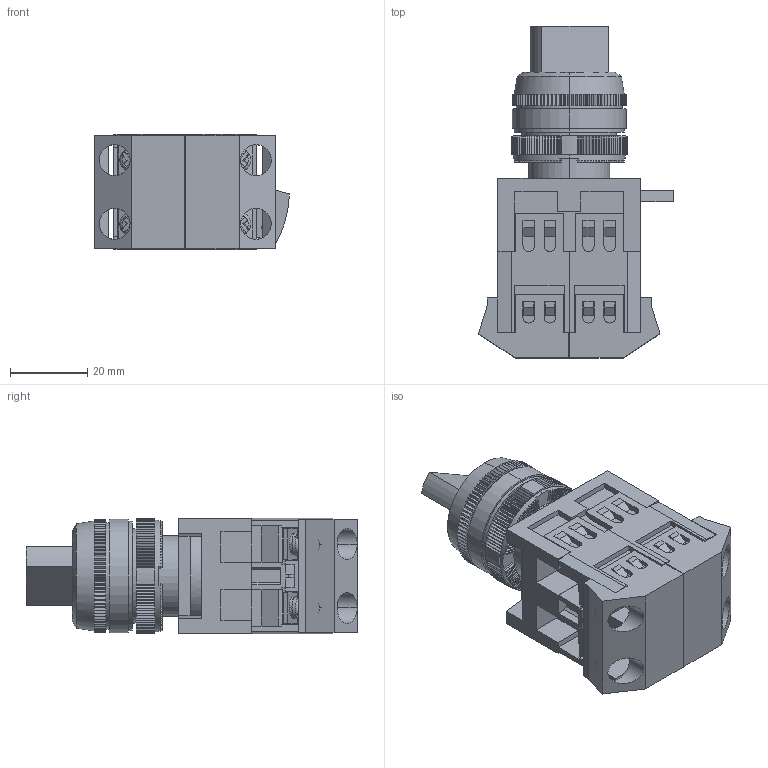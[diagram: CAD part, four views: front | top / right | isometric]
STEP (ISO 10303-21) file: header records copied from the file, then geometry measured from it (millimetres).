
FILE_DESCRIPTION (( 'STEP AP214' ), '1' );
FILE_NAME ('BSW10-AC-2-K02 Ïåðåêëþ÷àòåëü ÀÑ-22 íà 2 ôèêñèð.ïîëîæåíèÿ I-O 1ç+1ð ÈÝÊ.STEP', '2017-10-26T08:44:32', ( '' ), ( '' ), 'SwSTEP 2.0', 'SolidWorks 2014', '' );
FILE_SCHEMA (( 'AUTOMOTIVE_DESIGN' ));
Length unit declared in the file: millimetre
Products named in the file (1): BSW10-AC-2-K02 Ïåðåêëþ÷àòåëü ÀÑ-22  íà 2 ôèêñèð.ïîëîæåíèÿ I-O 1ç+1ð ÈÝÊ
Bounding box: 50.5 x 86 x 30 mm (x, y, z)
Volume: 50481 mm3; surface area: 30251 mm2
Topology: 5 solids, 6 shells, 1781 faces, 4829 edges, 3092 vertices
Faces by surface type: plane 1509, cylinder 258, torus 8, cone 6
Entity records: 55676 total; most frequent: CARTESIAN_POINT 11111, ORIENTED_EDGE 9658, DIRECTION 9022, EDGE_CURVE 4829, VECTOR 3320, LINE 3320, VERTEX_POINT 3092, AXIS2_PLACEMENT_3D 2851
